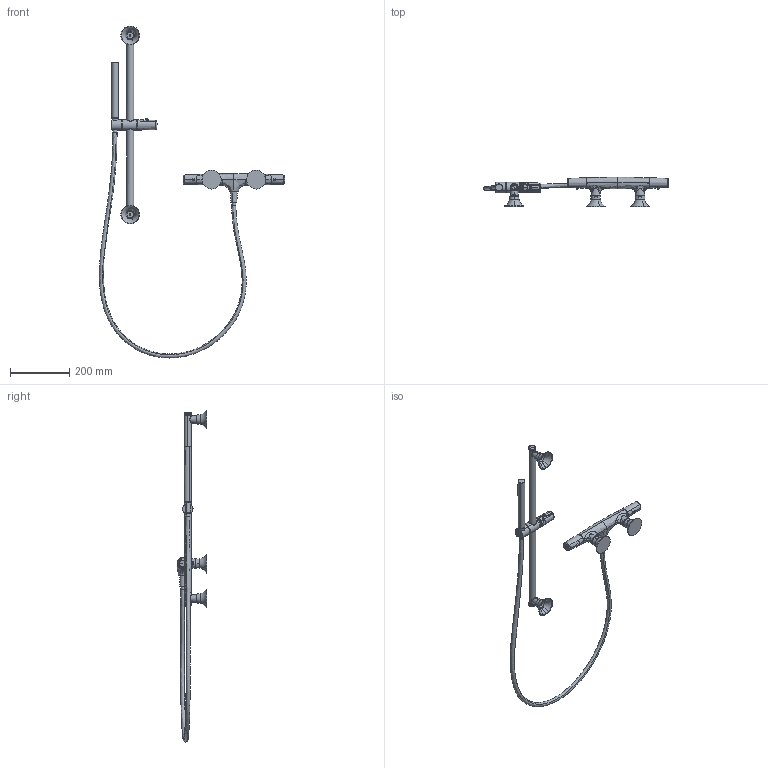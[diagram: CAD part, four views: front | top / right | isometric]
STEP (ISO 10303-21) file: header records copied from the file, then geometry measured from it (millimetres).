
FILE_DESCRIPTION(('CATIA V5 STEP Exchange'),'2;1');
FILE_NAME('VI S0101 0 ThermoDoccia con saliscendi.stp','2018-11-19T09:31:34+00:00',('none'),('none'),'Version 5-6 Release 2013','CATIA V5 STEP AP203','none');
FILE_SCHEMA(('CONFIG_CONTROL_DESIGN'));
Products named in the file (1): VI S0101 0
Bounding box: 625.7 x 101 x 1121.13 mm (x, y, z)
Volume: 1000720.2 mm3; surface area: 325728.7 mm2
Topology: 4 solids, 18 shells, 1176 faces, 2717 edges, 1687 vertices
Faces by surface type: cylinder 419, plane 307, bspline 132, cone 126, torus 119, sphere 46, revolution 27
Entity records: 45701 total; most frequent: CARTESIAN_POINT 23380, ORIENTED_EDGE 5316, DIRECTION 2942, EDGE_CURVE 2658, AXIS2_PLACEMENT_3D 1690, VERTEX_POINT 1687, EDGE_LOOP 1353, ADVANCED_FACE 1176
